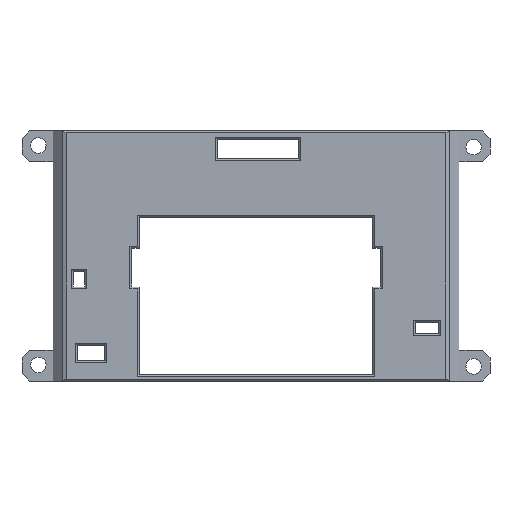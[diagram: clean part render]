
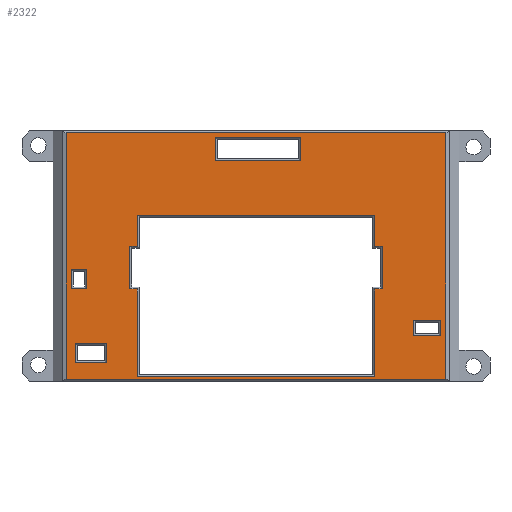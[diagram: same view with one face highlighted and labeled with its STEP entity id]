
A CAD part, top view. The second image highlights one B-rep face of the part: STEP entity #2322.
In plain terms, the highlighted planar face has unit normal (0, 0, 1).
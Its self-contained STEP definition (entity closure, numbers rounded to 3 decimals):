
#27=FACE_BOUND('',#174,.T.);
#28=FACE_BOUND('',#175,.T.);
#29=FACE_BOUND('',#176,.T.);
#30=FACE_BOUND('',#177,.T.);
#31=FACE_BOUND('',#178,.T.);
#50=FACE_OUTER_BOUND('',#173,.T.);
#173=EDGE_LOOP('',(#1545,#1546,#1547,#1548));
#174=EDGE_LOOP('',(#1549,#1550,#1551,#1552,#1553,#1554,#1555,#1556,#1557,
#1558,#1559,#1560));
#175=EDGE_LOOP('',(#1561,#1562,#1563,#1564));
#176=EDGE_LOOP('',(#1565,#1566,#1567,#1568));
#177=EDGE_LOOP('',(#1569,#1570,#1571,#1572));
#178=EDGE_LOOP('',(#1573,#1574,#1575,#1576));
#307=LINE('',#3170,#637);
#311=LINE('',#3179,#641);
#316=LINE('',#3187,#646);
#317=LINE('',#3189,#647);
#324=LINE('',#3204,#654);
#325=LINE('',#3206,#655);
#326=LINE('',#3208,#656);
#327=LINE('',#3209,#657);
#328=LINE('',#3212,#658);
#329=LINE('',#3214,#659);
#330=LINE('',#3216,#660);
#331=LINE('',#3218,#661);
#332=LINE('',#3220,#662);
#333=LINE('',#3222,#663);
#334=LINE('',#3224,#664);
#335=LINE('',#3226,#665);
#336=LINE('',#3228,#666);
#337=LINE('',#3230,#667);
#338=LINE('',#3232,#668);
#339=LINE('',#3233,#669);
#340=LINE('',#3236,#670);
#341=LINE('',#3238,#671);
#342=LINE('',#3240,#672);
#343=LINE('',#3241,#673);
#344=LINE('',#3244,#674);
#345=LINE('',#3246,#675);
#346=LINE('',#3248,#676);
#347=LINE('',#3249,#677);
#348=LINE('',#3252,#678);
#349=LINE('',#3254,#679);
#350=LINE('',#3256,#680);
#351=LINE('',#3257,#681);
#637=VECTOR('',#2576,10.);
#641=VECTOR('',#2582,10.);
#646=VECTOR('',#2589,10.);
#647=VECTOR('',#2592,10.);
#654=VECTOR('',#2605,10.);
#655=VECTOR('',#2606,10.);
#656=VECTOR('',#2607,10.);
#657=VECTOR('',#2608,10.);
#658=VECTOR('',#2609,10.);
#659=VECTOR('',#2610,10.);
#660=VECTOR('',#2611,10.);
#661=VECTOR('',#2612,10.);
#662=VECTOR('',#2613,10.);
#663=VECTOR('',#2614,10.);
#664=VECTOR('',#2615,10.);
#665=VECTOR('',#2616,10.);
#666=VECTOR('',#2617,10.);
#667=VECTOR('',#2618,10.);
#668=VECTOR('',#2619,10.);
#669=VECTOR('',#2620,10.);
#670=VECTOR('',#2621,10.);
#671=VECTOR('',#2622,10.);
#672=VECTOR('',#2623,10.);
#673=VECTOR('',#2624,10.);
#674=VECTOR('',#2625,10.);
#675=VECTOR('',#2626,10.);
#676=VECTOR('',#2627,10.);
#677=VECTOR('',#2628,10.);
#678=VECTOR('',#2629,10.);
#679=VECTOR('',#2630,10.);
#680=VECTOR('',#2631,10.);
#681=VECTOR('',#2632,10.);
#967=VERTEX_POINT('',#3168);
#968=VERTEX_POINT('',#3169);
#971=VERTEX_POINT('',#3177);
#972=VERTEX_POINT('',#3178);
#978=VERTEX_POINT('',#3202);
#979=VERTEX_POINT('',#3203);
#980=VERTEX_POINT('',#3205);
#981=VERTEX_POINT('',#3207);
#982=VERTEX_POINT('',#3210);
#983=VERTEX_POINT('',#3211);
#984=VERTEX_POINT('',#3213);
#985=VERTEX_POINT('',#3215);
#986=VERTEX_POINT('',#3217);
#987=VERTEX_POINT('',#3219);
#988=VERTEX_POINT('',#3221);
#989=VERTEX_POINT('',#3223);
#990=VERTEX_POINT('',#3225);
#991=VERTEX_POINT('',#3227);
#992=VERTEX_POINT('',#3229);
#993=VERTEX_POINT('',#3231);
#994=VERTEX_POINT('',#3234);
#995=VERTEX_POINT('',#3235);
#996=VERTEX_POINT('',#3237);
#997=VERTEX_POINT('',#3239);
#998=VERTEX_POINT('',#3242);
#999=VERTEX_POINT('',#3243);
#1000=VERTEX_POINT('',#3245);
#1001=VERTEX_POINT('',#3247);
#1002=VERTEX_POINT('',#3250);
#1003=VERTEX_POINT('',#3251);
#1004=VERTEX_POINT('',#3253);
#1005=VERTEX_POINT('',#3255);
#1183=EDGE_CURVE('',#967,#968,#307,.T.);
#1187=EDGE_CURVE('',#971,#972,#311,.T.);
#1192=EDGE_CURVE('',#972,#967,#316,.T.);
#1193=EDGE_CURVE('',#968,#971,#317,.T.);
#1200=EDGE_CURVE('',#978,#979,#324,.T.);
#1201=EDGE_CURVE('',#980,#978,#325,.T.);
#1202=EDGE_CURVE('',#981,#980,#326,.T.);
#1203=EDGE_CURVE('',#979,#981,#327,.T.);
#1204=EDGE_CURVE('',#982,#983,#328,.T.);
#1205=EDGE_CURVE('',#984,#982,#329,.T.);
#1206=EDGE_CURVE('',#985,#984,#330,.T.);
#1207=EDGE_CURVE('',#986,#985,#331,.T.);
#1208=EDGE_CURVE('',#987,#986,#332,.T.);
#1209=EDGE_CURVE('',#988,#987,#333,.T.);
#1210=EDGE_CURVE('',#989,#988,#334,.T.);
#1211=EDGE_CURVE('',#990,#989,#335,.T.);
#1212=EDGE_CURVE('',#991,#990,#336,.T.);
#1213=EDGE_CURVE('',#992,#991,#337,.T.);
#1214=EDGE_CURVE('',#993,#992,#338,.T.);
#1215=EDGE_CURVE('',#983,#993,#339,.T.);
#1216=EDGE_CURVE('',#994,#995,#340,.T.);
#1217=EDGE_CURVE('',#996,#994,#341,.T.);
#1218=EDGE_CURVE('',#997,#996,#342,.T.);
#1219=EDGE_CURVE('',#995,#997,#343,.T.);
#1220=EDGE_CURVE('',#998,#999,#344,.T.);
#1221=EDGE_CURVE('',#1000,#998,#345,.T.);
#1222=EDGE_CURVE('',#1001,#1000,#346,.T.);
#1223=EDGE_CURVE('',#999,#1001,#347,.T.);
#1224=EDGE_CURVE('',#1002,#1003,#348,.T.);
#1225=EDGE_CURVE('',#1004,#1002,#349,.T.);
#1226=EDGE_CURVE('',#1005,#1004,#350,.T.);
#1227=EDGE_CURVE('',#1003,#1005,#351,.T.);
#1545=ORIENTED_EDGE('',*,*,#1200,.F.);
#1546=ORIENTED_EDGE('',*,*,#1201,.F.);
#1547=ORIENTED_EDGE('',*,*,#1202,.F.);
#1548=ORIENTED_EDGE('',*,*,#1203,.F.);
#1549=ORIENTED_EDGE('',*,*,#1204,.F.);
#1550=ORIENTED_EDGE('',*,*,#1205,.F.);
#1551=ORIENTED_EDGE('',*,*,#1206,.F.);
#1552=ORIENTED_EDGE('',*,*,#1207,.F.);
#1553=ORIENTED_EDGE('',*,*,#1208,.F.);
#1554=ORIENTED_EDGE('',*,*,#1209,.F.);
#1555=ORIENTED_EDGE('',*,*,#1210,.F.);
#1556=ORIENTED_EDGE('',*,*,#1211,.F.);
#1557=ORIENTED_EDGE('',*,*,#1212,.F.);
#1558=ORIENTED_EDGE('',*,*,#1213,.F.);
#1559=ORIENTED_EDGE('',*,*,#1214,.F.);
#1560=ORIENTED_EDGE('',*,*,#1215,.F.);
#1561=ORIENTED_EDGE('',*,*,#1216,.F.);
#1562=ORIENTED_EDGE('',*,*,#1217,.F.);
#1563=ORIENTED_EDGE('',*,*,#1218,.F.);
#1564=ORIENTED_EDGE('',*,*,#1219,.F.);
#1565=ORIENTED_EDGE('',*,*,#1220,.F.);
#1566=ORIENTED_EDGE('',*,*,#1221,.F.);
#1567=ORIENTED_EDGE('',*,*,#1222,.F.);
#1568=ORIENTED_EDGE('',*,*,#1223,.F.);
#1569=ORIENTED_EDGE('',*,*,#1224,.F.);
#1570=ORIENTED_EDGE('',*,*,#1225,.F.);
#1571=ORIENTED_EDGE('',*,*,#1226,.F.);
#1572=ORIENTED_EDGE('',*,*,#1227,.F.);
#1573=ORIENTED_EDGE('',*,*,#1187,.F.);
#1574=ORIENTED_EDGE('',*,*,#1193,.F.);
#1575=ORIENTED_EDGE('',*,*,#1183,.F.);
#1576=ORIENTED_EDGE('',*,*,#1192,.F.);
#2203=PLANE('',#2447);
#2322=ADVANCED_FACE('',(#50,#27,#28,#29,#30,#31),#2203,.T.);
#2447=AXIS2_PLACEMENT_3D('',#3201,#2603,#2604);
#2576=DIRECTION('',(-1.,0.,0.));
#2582=DIRECTION('',(1.,0.,0.));
#2589=DIRECTION('',(0.,1.,0.));
#2592=DIRECTION('',(0.,-1.,0.));
#2603=DIRECTION('center_axis',(0.,0.,1.));
#2604=DIRECTION('ref_axis',(1.,0.,0.));
#2605=DIRECTION('',(1.,0.,0.));
#2606=DIRECTION('',(0.,1.,0.));
#2607=DIRECTION('',(-1.,0.,0.));
#2608=DIRECTION('',(0.,-1.,0.));
#2609=DIRECTION('',(0.,-1.,0.));
#2610=DIRECTION('',(-1.,0.,0.));
#2611=DIRECTION('',(0.,-1.,0.));
#2612=DIRECTION('',(-1.,0.,0.));
#2613=DIRECTION('',(0.,1.,0.));
#2614=DIRECTION('',(-1.,0.,0.));
#2615=DIRECTION('',(0.,1.,0.));
#2616=DIRECTION('',(1.,0.,0.));
#2617=DIRECTION('',(0.,1.,0.));
#2618=DIRECTION('',(1.,0.,0.));
#2619=DIRECTION('',(0.,-1.,0.));
#2620=DIRECTION('',(1.,0.,0.));
#2621=DIRECTION('',(1.,0.,0.));
#2622=DIRECTION('',(0.,-1.,0.));
#2623=DIRECTION('',(-1.,0.,0.));
#2624=DIRECTION('',(0.,1.,0.));
#2625=DIRECTION('',(1.,0.,0.));
#2626=DIRECTION('',(0.,-1.,0.));
#2627=DIRECTION('',(-1.,0.,0.));
#2628=DIRECTION('',(0.,1.,0.));
#2629=DIRECTION('',(1.,0.,0.));
#2630=DIRECTION('',(0.,-1.,0.));
#2631=DIRECTION('',(-1.,0.,0.));
#2632=DIRECTION('',(0.,1.,0.));
#3168=CARTESIAN_POINT('',(-38.5,-22.5,15.));
#3169=CARTESIAN_POINT('',(-46.5,-22.5,15.));
#3170=CARTESIAN_POINT('',(-23.,-22.5,15.));
#3177=CARTESIAN_POINT('',(-46.5,-27.5,15.));
#3178=CARTESIAN_POINT('',(-38.5,-27.5,15.));
#3179=CARTESIAN_POINT('',(-19.5,-27.5,15.));
#3187=CARTESIAN_POINT('',(-38.5,-11.5,15.));
#3189=CARTESIAN_POINT('',(-46.5,-13.5,15.));
#3201=CARTESIAN_POINT('Origin',(0.,0.,
15.));
#3202=CARTESIAN_POINT('',(-48.872,31.7,15.));
#3203=CARTESIAN_POINT('',(48.872,31.7,15.));
#3204=CARTESIAN_POINT('',(29.1,31.7,15.));
#3205=CARTESIAN_POINT('',(-48.872,-31.7,15.));
#3206=CARTESIAN_POINT('',(-48.872,0.25,15.));
#3207=CARTESIAN_POINT('',(48.872,-31.7,15.));
#3208=CARTESIAN_POINT('',(-29.1,-31.7,15.));
#3209=CARTESIAN_POINT('',(48.872,0.25,15.));
#3210=CARTESIAN_POINT('',(-32.5,2.5,15.));
#3211=CARTESIAN_POINT('',(-32.5,-8.5,15.));
#3212=CARTESIAN_POINT('',(-32.5,-4.,15.));
#3213=CARTESIAN_POINT('',(-30.5,2.5,15.));
#3214=CARTESIAN_POINT('',(-16.,2.5,15.));
#3215=CARTESIAN_POINT('',(-30.5,10.5,15.));
#3216=CARTESIAN_POINT('',(-30.5,-15.35,15.));
#3217=CARTESIAN_POINT('',(30.5,10.5,15.));
#3218=CARTESIAN_POINT('',(-15.,10.5,15.));
#3219=CARTESIAN_POINT('',(30.5,2.5,15.));
#3220=CARTESIAN_POINT('',(30.5,7.,15.));
#3221=CARTESIAN_POINT('',(32.5,2.5,15.));
#3222=CARTESIAN_POINT('',(15.,2.5,15.));
#3223=CARTESIAN_POINT('',(32.5,-8.5,15.));
#3224=CARTESIAN_POINT('',(32.5,1.,15.));
#3225=CARTESIAN_POINT('',(30.5,-8.5,15.));
#3226=CARTESIAN_POINT('',(16.,-8.5,15.));
#3227=CARTESIAN_POINT('',(30.5,-31.,15.));
#3228=CARTESIAN_POINT('',(30.5,7.,15.));
#3229=CARTESIAN_POINT('',(-30.5,-31.,15.));
#3230=CARTESIAN_POINT('',(-5.,-31.,15.));
#3231=CARTESIAN_POINT('',(-30.5,-8.5,15.));
#3232=CARTESIAN_POINT('',(-30.5,-15.35,15.));
#3233=CARTESIAN_POINT('',(-15.,-8.5,15.));
#3234=CARTESIAN_POINT('',(-47.5,-8.5,15.));
#3235=CARTESIAN_POINT('',(-43.5,-8.5,15.));
#3236=CARTESIAN_POINT('',(-22.,-8.5,15.));
#3237=CARTESIAN_POINT('',(-47.5,-3.5,15.));
#3238=CARTESIAN_POINT('',(-47.5,-4.,15.));
#3239=CARTESIAN_POINT('',(-43.5,-3.5,15.));
#3240=CARTESIAN_POINT('',(-23.5,-3.5,15.));
#3241=CARTESIAN_POINT('',(-43.5,-2.,15.));
#3242=CARTESIAN_POINT('',(40.5,-20.5,15.));
#3243=CARTESIAN_POINT('',(47.5,-20.5,15.));
#3244=CARTESIAN_POINT('',(24.,-20.5,15.));
#3245=CARTESIAN_POINT('',(40.5,-16.5,15.));
#3246=CARTESIAN_POINT('',(40.5,-10.,15.));
#3247=CARTESIAN_POINT('',(47.5,-16.5,15.));
#3248=CARTESIAN_POINT('',(21.,-16.5,15.));
#3249=CARTESIAN_POINT('',(47.5,-8.5,15.));
#3250=CARTESIAN_POINT('',(-10.5,24.5,15.));
#3251=CARTESIAN_POINT('',(11.5,24.5,15.));
#3252=CARTESIAN_POINT('',(5.,24.5,15.));
#3253=CARTESIAN_POINT('',(-10.5,30.5,15.));
#3254=CARTESIAN_POINT('',(-10.5,12.5,15.));
#3255=CARTESIAN_POINT('',(11.5,30.5,15.));
#3256=CARTESIAN_POINT('',(-6.,30.5,15.));
#3257=CARTESIAN_POINT('',(11.5,15.,15.));
